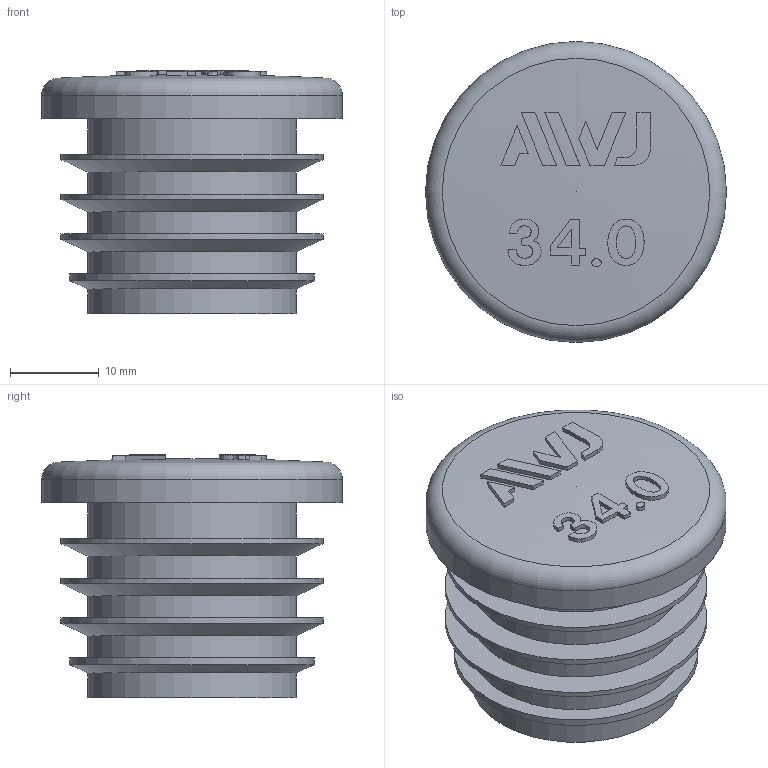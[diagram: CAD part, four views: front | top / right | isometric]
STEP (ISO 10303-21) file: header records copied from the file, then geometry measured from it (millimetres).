
FILE_DESCRIPTION( ( 'STEP AP203' ), '1' );
FILE_NAME( '25A.step', '2022-07-25T07:22:55', ( ' ' ), ( ' ' ), 'XStep 1.0', ' ', ' ' );
FILE_SCHEMA( ( 'CONFIG_CONTROL_DESIGN' ) );
Length unit declared in the file: millimetre
Products named in the file (1): 1
Bounding box: 34 x 34 x 27.48 mm (x, y, z)
Volume: 9280.7 mm3; surface area: 6756.7 mm2
Topology: 1 solids, 1 shells, 89 faces, 205 edges, 133 vertices
Faces by surface type: plane 50, bspline 12, cylinder 12, extrusion 8, cone 5, torus 2
Full cylindrical faces by diameter (mm): 23.6 x5, 27.6 x1, 29.6 x3, 34 x1
Entity records: 3336 total; most frequent: CARTESIAN_POINT 1611, ORIENTED_EDGE 360, DIRECTION 246, EDGE_CURVE 180, VERTEX_POINT 131, EDGE_LOOP 126, B_SPLINE_CURVE_WITH_KNOTS 114, FACE_OUTER_BOUND 104
